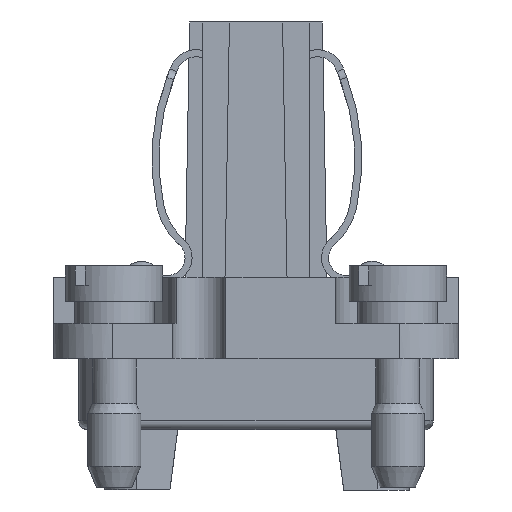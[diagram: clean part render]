
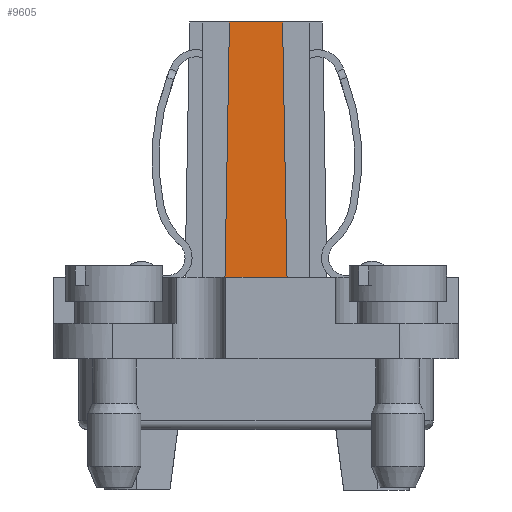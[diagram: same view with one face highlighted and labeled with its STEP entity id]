
A CAD part, left-side view. The second image highlights one B-rep face of the part: STEP entity #9605.
In plain terms, the highlighted planar face has unit normal (-1, 0, 0.018).
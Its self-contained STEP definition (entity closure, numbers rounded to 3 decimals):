
#9605=ADVANCED_FACE('',(#11785),#10848,.F.);
#10848=PLANE('',#38409);
#11785=FACE_OUTER_BOUND('',#13112,.T.);
#13112=EDGE_LOOP('',(#16923,#16924,#16925,#16926));
#16923=ORIENTED_EDGE('',*,*,#27080,.F.);
#16924=ORIENTED_EDGE('',*,*,#27082,.T.);
#16925=ORIENTED_EDGE('',*,*,#27072,.T.);
#16926=ORIENTED_EDGE('',*,*,#27083,.F.);
#23878=VERTEX_POINT('',#54001);
#23879=VERTEX_POINT('',#54002);
#23884=VERTEX_POINT('',#54017);
#23885=VERTEX_POINT('',#54019);
#27072=EDGE_CURVE('',#23878,#23879,#31994,.T.);
#27080=EDGE_CURVE('',#23884,#23885,#32002,.T.);
#27082=EDGE_CURVE('',#23884,#23878,#32004,.T.);
#27083=EDGE_CURVE('',#23885,#23879,#32005,.T.);
#31994=LINE('',#54000,#34510);
#32002=LINE('',#54018,#34518);
#32004=LINE('',#54022,#34520);
#32005=LINE('',#54023,#34521);
#34510=VECTOR('',#43360,1.);
#34518=VECTOR('',#43374,1.);
#34520=VECTOR('',#43378,1.);
#34521=VECTOR('',#43379,1.);
#38409=AXIS2_PLACEMENT_3D('',#54024,#43380,#43381);
#43360=DIRECTION('',(0.017,0.017,1.));
#43374=DIRECTION('',(0.017,-0.017,1.));
#43378=DIRECTION('',(0.,-1.,0.));
#43379=DIRECTION('',(0.,-1.,0.));
#43380=DIRECTION('',(1.,0.,-0.017));
#43381=DIRECTION('',(-0.017,0.,-1.));
#54000=CARTESIAN_POINT('',(-31.499,-1.499,19.002));
#54001=CARTESIAN_POINT('',(-31.75,-1.75,4.6));
#54002=CARTESIAN_POINT('',(-31.499,-1.499,19.));
#54017=CARTESIAN_POINT('',(-31.75,1.75,4.6));
#54018=CARTESIAN_POINT('',(-31.497,1.497,19.094));
#54019=CARTESIAN_POINT('',(-31.499,1.499,19.));
#54022=CARTESIAN_POINT('',(-31.75,12.972,4.6));
#54023=CARTESIAN_POINT('',(-31.499,-1.4,19.));
#54024=CARTESIAN_POINT('',(-31.499,-1.4,19.));
